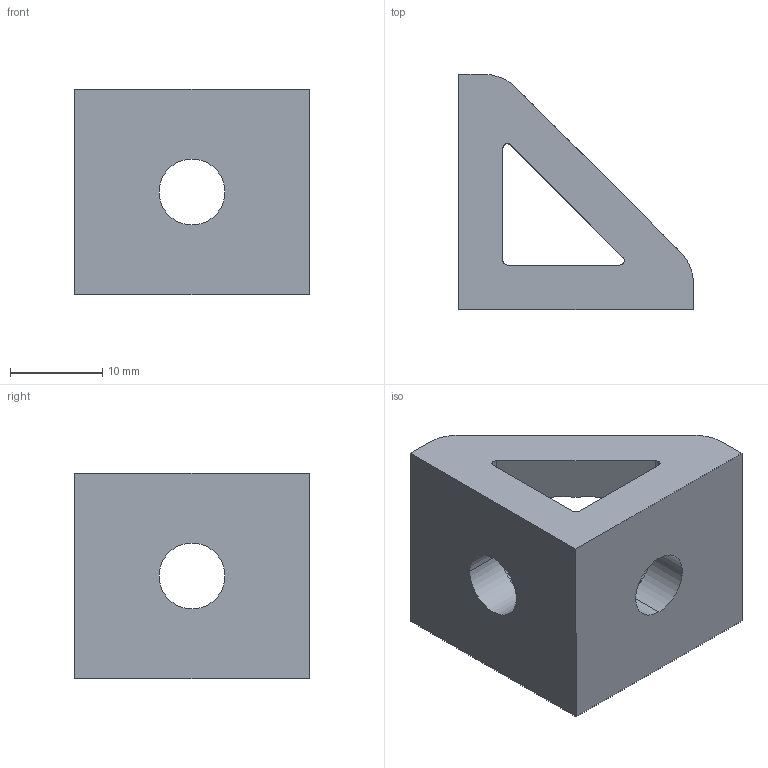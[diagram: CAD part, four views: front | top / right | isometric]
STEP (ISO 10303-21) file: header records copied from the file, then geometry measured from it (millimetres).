
FILE_DESCRIPTION (( 'STEP AP203' ), '1' );
FILE_NAME ('47065T663_Silver Gusset Bracket.STEP', '2021-09-10T05:02:41', ( 'Administrator' ), ( 'Managed by Terraform' ), 'SwSTEP 2.0', 'SolidWorks 2017', '' );
FILE_SCHEMA (( 'CONFIG_CONTROL_DESIGN' ));
Length unit declared in the file: inch
Products named in the file (1): 47065T663_Silver Gusset Bracket
Bounding box: 25.4 x 25.4 x 22.23 mm (x, y, z)
Volume: 6057.7 mm3; surface area: 3537 mm2
Topology: 1 solids, 1 shells, 31 faces, 84 edges, 54 vertices
Faces by surface type: cylinder 20, plane 11
Entity records: 1109 total; most frequent: CARTESIAN_POINT 276, ORIENTED_EDGE 168, DIRECTION 146, EDGE_CURVE 84, VERTEX_POINT 54, AXIS2_PLACEMENT_3D 52, VECTOR 42, LINE 42
